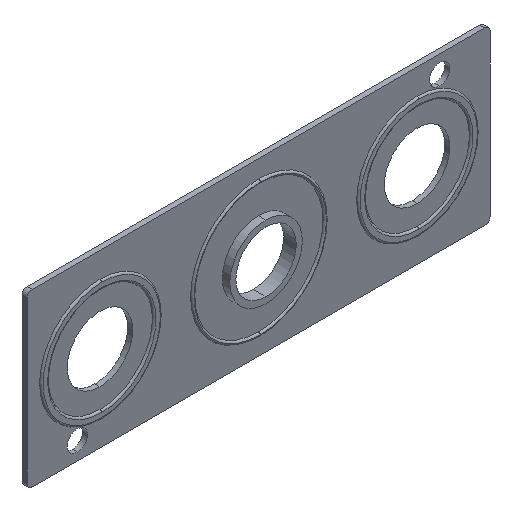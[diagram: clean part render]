
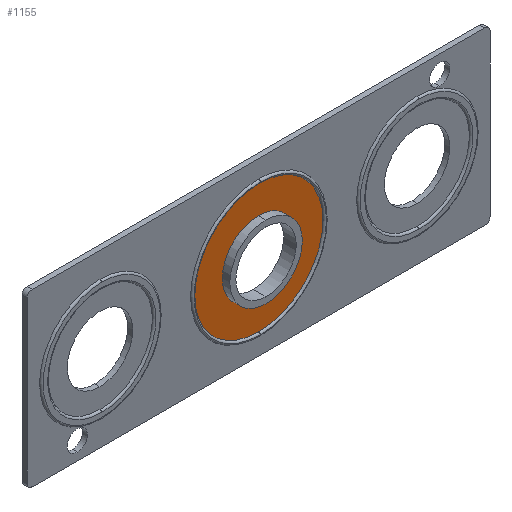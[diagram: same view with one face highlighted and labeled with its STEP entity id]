
A CAD part, isometric view. The second image highlights one B-rep face of the part: STEP entity #1155.
In plain terms, the highlighted planar face has unit normal (0, -1, 0).
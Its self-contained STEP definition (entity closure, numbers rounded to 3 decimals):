
#18 = AXIS2_PLACEMENT_3D ( 'NONE', #876, #80, #1011 ) ;
#25 = EDGE_LOOP ( 'NONE', ( #1650, #309 ) ) ;
#58 = DIRECTION ( 'NONE',  ( 0., 0., -1. ) ) ;
#80 = DIRECTION ( 'NONE',  ( 0., -1., 0. ) ) ;
#141 = CIRCLE ( 'NONE', #661, 7.2 ) ;
#234 = EDGE_CURVE ( 'NONE', #639, #788, #922, .T. ) ;
#240 = AXIS2_PLACEMENT_3D ( 'NONE', #686, #1613, #822 ) ;
#309 = ORIENTED_EDGE ( 'NONE', *, *, #1486, .F. ) ;
#317 = ORIENTED_EDGE ( 'NONE', *, *, #592, .F. ) ;
#330 = EDGE_CURVE ( 'NONE', #1331, #1390, #141, .T. ) ;
#356 = EDGE_LOOP ( 'NONE', ( #317, #1202 ) ) ;
#464 = CARTESIAN_POINT ( 'NONE',  ( 46., 0., -9.8 ) ) ;
#554 = PLANE ( 'NONE',  #240 ) ;
#571 = CARTESIAN_POINT ( 'NONE',  ( 46., 0., -17. ) ) ;
#592 = EDGE_CURVE ( 'NONE', #788, #639, #1216, .T. ) ;
#639 = VERTEX_POINT ( 'NONE', #1326 ) ;
#643 = DIRECTION ( 'NONE',  ( 0., 1., 0. ) ) ;
#647 = FACE_BOUND ( 'NONE', #25, .T. ) ;
#661 = AXIS2_PLACEMENT_3D ( 'NONE', #1642, #848, #58 ) ;
#686 = CARTESIAN_POINT ( 'NONE',  ( 0., 0., 0. ) ) ;
#698 = DIRECTION ( 'NONE',  ( 0., 0., -1. ) ) ;
#788 = VERTEX_POINT ( 'NONE', #991 ) ;
#822 = DIRECTION ( 'NONE',  ( 0., 0., -1. ) ) ;
#848 = DIRECTION ( 'NONE',  ( 0., -1., 0. ) ) ;
#876 = CARTESIAN_POINT ( 'NONE',  ( 46., 0., -17. ) ) ;
#922 = CIRCLE ( 'NONE', #1586, 12.8 ) ;
#981 = CARTESIAN_POINT ( 'NONE',  ( 46., 0., -24.2 ) ) ;
#991 = CARTESIAN_POINT ( 'NONE',  ( 46., 0., -29.8 ) ) ;
#1011 = DIRECTION ( 'NONE',  ( 0., 0., -1. ) ) ;
#1155 = ADVANCED_FACE ( 'NONE', ( #1661, #647 ), #554, .T. ) ;
#1175 = AXIS2_PLACEMENT_3D ( 'NONE', #1447, #643, #1570 ) ;
#1202 = ORIENTED_EDGE ( 'NONE', *, *, #234, .F. ) ;
#1212 = CIRCLE ( 'NONE', #18, 7.2 ) ;
#1216 = CIRCLE ( 'NONE', #1175, 12.8 ) ;
#1326 = CARTESIAN_POINT ( 'NONE',  ( 46., 0., -4.2 ) ) ;
#1331 = VERTEX_POINT ( 'NONE', #464 ) ;
#1390 = VERTEX_POINT ( 'NONE', #981 ) ;
#1447 = CARTESIAN_POINT ( 'NONE',  ( 46., 0., -17. ) ) ;
#1486 = EDGE_CURVE ( 'NONE', #1390, #1331, #1212, .T. ) ;
#1498 = DIRECTION ( 'NONE',  ( 0., 1., 0. ) ) ;
#1570 = DIRECTION ( 'NONE',  ( 0., 0., -1. ) ) ;
#1586 = AXIS2_PLACEMENT_3D ( 'NONE', #571, #1498, #698 ) ;
#1613 = DIRECTION ( 'NONE',  ( 0., -1., 0. ) ) ;
#1642 = CARTESIAN_POINT ( 'NONE',  ( 46., 0., -17. ) ) ;
#1650 = ORIENTED_EDGE ( 'NONE', *, *, #330, .F. ) ;
#1661 = FACE_OUTER_BOUND ( 'NONE', #356, .T. ) ;
